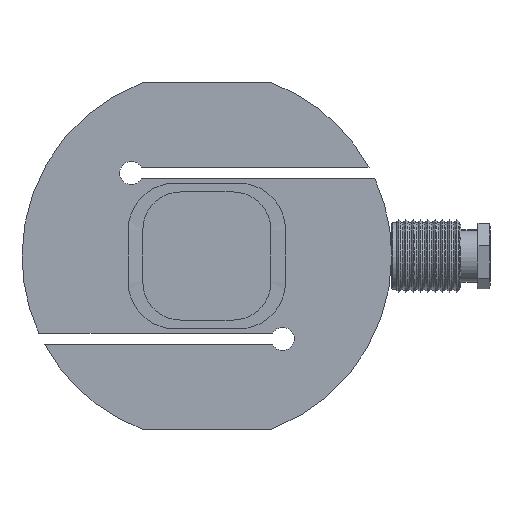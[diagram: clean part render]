
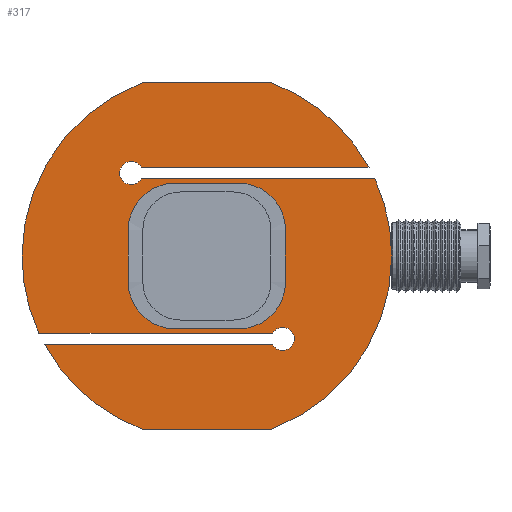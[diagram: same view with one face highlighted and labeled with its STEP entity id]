
A CAD part, front view. The second image highlights one B-rep face of the part: STEP entity #317.
In plain terms, the highlighted planar face has unit normal (0, -1, 0).
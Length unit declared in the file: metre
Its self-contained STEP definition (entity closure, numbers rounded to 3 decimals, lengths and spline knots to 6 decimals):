
#317=ADVANCED_FACE('0:132',(#728,#729),#730,.T.);
#728=FACE_OUTER_BOUND('',#1246,.T.);
#729=FACE_BOUND('',#1247,.T.);
#730=PLANE('',#1248);
#1246=EDGE_LOOP('',(#1981,#1982,#1983,#1984,#1985,#1986,#1987,#1988,#1989,#1990,#1991,#1992,#1993,#1994,#1995,#1996));
#1247=EDGE_LOOP('',(#1997,#1998,#1999,#2000,#2001,#2002,#2003,#2004));
#1248=AXIS2_PLACEMENT_3D('',#2005,#2006,#2007);
#1981=ORIENTED_EDGE('',*,*,#3030,.F.);
#1982=ORIENTED_EDGE('',*,*,#3153,.F.);
#1983=ORIENTED_EDGE('',*,*,#3046,.F.);
#1984=ORIENTED_EDGE('',*,*,#3035,.F.);
#1985=ORIENTED_EDGE('',*,*,#3074,.F.);
#1986=ORIENTED_EDGE('',*,*,#3157,.F.);
#1987=ORIENTED_EDGE('',*,*,#3077,.F.);
#1988=ORIENTED_EDGE('',*,*,#3023,.F.);
#1989=ORIENTED_EDGE('',*,*,#3056,.F.);
#1990=ORIENTED_EDGE('',*,*,#3155,.F.);
#1991=ORIENTED_EDGE('',*,*,#3038,.F.);
#1992=ORIENTED_EDGE('',*,*,#3044,.F.);
#1993=ORIENTED_EDGE('',*,*,#3066,.F.);
#1994=ORIENTED_EDGE('',*,*,#3159,.F.);
#1995=ORIENTED_EDGE('',*,*,#3069,.F.);
#1996=ORIENTED_EDGE('',*,*,#3050,.F.);
#1997=ORIENTED_EDGE('',*,*,#3161,.T.);
#1998=ORIENTED_EDGE('',*,*,#3162,.T.);
#1999=ORIENTED_EDGE('',*,*,#3163,.T.);
#2000=ORIENTED_EDGE('',*,*,#3164,.T.);
#2001=ORIENTED_EDGE('',*,*,#3165,.T.);
#2002=ORIENTED_EDGE('',*,*,#3166,.T.);
#2003=ORIENTED_EDGE('',*,*,#3167,.T.);
#2004=ORIENTED_EDGE('',*,*,#3168,.T.);
#2005=CARTESIAN_POINT('',(0.000024,-0.009493,0.));
#2006=DIRECTION('',(0.,-1.0,0.));
#2007=DIRECTION('',(-1.0,0.,0.0));
#3023=EDGE_CURVE('',#3559,#3562,#3563,.T.);
#3030=EDGE_CURVE('0:207',#3573,#3569,#3575,.T.);
#3035=EDGE_CURVE('0:195',#3582,#3578,#3584,.T.);
#3038=EDGE_CURVE('',#3586,#3589,#3590,.T.);
#3044=EDGE_CURVE('0:177',#3597,#3586,#3599,.T.);
#3046=EDGE_CURVE('',#3578,#3601,#3602,.T.);
#3050=EDGE_CURVE('',#3569,#3607,#3608,.T.);
#3056=EDGE_CURVE('0:213',#3615,#3559,#3617,.T.);
#3066=EDGE_CURVE('0:243',#3627,#3597,#3629,.T.);
#3069=EDGE_CURVE('0:249',#3607,#3633,#3634,.T.);
#3074=EDGE_CURVE('0:261',#3639,#3582,#3641,.T.);
#3077=EDGE_CURVE('0:267',#3562,#3645,#3646,.T.);
#3153=EDGE_CURVE('0:435',#3601,#3573,#3758,.T.);
#3155=EDGE_CURVE('0:438',#3589,#3615,#3760,.T.);
#3157=EDGE_CURVE('0:441',#3645,#3639,#3762,.T.);
#3159=EDGE_CURVE('0:444',#3633,#3627,#3764,.T.);
#3161=EDGE_CURVE('0:447',#3766,#3767,#3768,.T.);
#3162=EDGE_CURVE('0:450',#3767,#3769,#3770,.T.);
#3163=EDGE_CURVE('0:453',#3769,#3771,#3772,.T.);
#3164=EDGE_CURVE('0:456',#3771,#3773,#3774,.T.);
#3165=EDGE_CURVE('0:459',#3773,#3775,#3776,.T.);
#3166=EDGE_CURVE('0:462',#3775,#3777,#3778,.T.);
#3167=EDGE_CURVE('0:465',#3777,#3779,#3780,.T.);
#3168=EDGE_CURVE('0:468',#3779,#3766,#3781,.T.);
#3559=VERTEX_POINT('',#4306);
#3562=VERTEX_POINT('',#4310);
#3563=CIRCLE('',#4311,0.03175);
#3569=VERTEX_POINT('',#4318);
#3573=VERTEX_POINT('',#4323);
#3575=CIRCLE('',#4326,0.03175);
#3578=VERTEX_POINT('',#4329);
#3582=VERTEX_POINT('',#4334);
#3584=CIRCLE('',#4337,0.002);
#3586=VERTEX_POINT('',#4339);
#3589=VERTEX_POINT('',#4343);
#3590=CIRCLE('',#4344,0.002);
#3597=VERTEX_POINT('',#4352);
#3599=CIRCLE('',#4355,0.002);
#3601=VERTEX_POINT('',#4357);
#3602=CIRCLE('',#4358,0.002);
#3607=VERTEX_POINT('',#4364);
#3608=CIRCLE('',#4365,0.03175);
#3615=VERTEX_POINT('',#4373);
#3617=CIRCLE('',#4376,0.03175);
#3627=VERTEX_POINT('',#4387);
#3629=LINE('',#4390,#4391);
#3633=VERTEX_POINT('',#4396);
#3634=LINE('',#4397,#4398);
#3639=VERTEX_POINT('',#4405);
#3641=LINE('',#4408,#4409);
#3645=VERTEX_POINT('',#4414);
#3646=LINE('',#4415,#4416);
#3758=LINE('',#4565,#4566);
#3760=LINE('',#4568,#4569);
#3762=CIRCLE('',#4571,0.03175);
#3764=CIRCLE('',#4573,0.03175);
#3766=VERTEX_POINT('',#4575);
#3767=VERTEX_POINT('',#4576);
#3768=CIRCLE('',#4577,0.008);
#3769=VERTEX_POINT('',#4578);
#3770=LINE('',#4579,#4580);
#3771=VERTEX_POINT('',#4581);
#3772=CIRCLE('',#4582,0.008);
#3773=VERTEX_POINT('',#4583);
#3774=LINE('',#4584,#4585);
#3775=VERTEX_POINT('',#4586);
#3776=CIRCLE('',#4587,0.008);
#3777=VERTEX_POINT('',#4588);
#3778=LINE('',#4589,#4590);
#3779=VERTEX_POINT('',#4591);
#3780=CIRCLE('',#4592,0.008);
#3781=LINE('',#4593,#4594);
#4306=CARTESIAN_POINT('',(-0.031726,-0.009493,0.));
#4310=CARTESIAN_POINT('',(-0.011067,-0.009493,0.02975));
#4311=AXIS2_PLACEMENT_3D('',#5257,#5258,#5259);
#4318=CARTESIAN_POINT('',(0.031774,-0.009493,0.));
#4323=CARTESIAN_POINT('',(0.028877,-0.009493,0.01325));
#4326=AXIS2_PLACEMENT_3D('',#5269,#5270,#5271);
#4329=CARTESIAN_POINT('',(-0.014976,-0.009493,0.01425));
#4334=CARTESIAN_POINT('',(-0.011244,-0.009493,0.01525));
#4337=AXIS2_PLACEMENT_3D('',#5277,#5278,#5279);
#4339=CARTESIAN_POINT('',(0.015024,-0.009493,-0.01425));
#4343=CARTESIAN_POINT('',(0.011292,-0.009493,-0.01325));
#4344=AXIS2_PLACEMENT_3D('',#5281,#5282,#5283);
#4352=CARTESIAN_POINT('',(0.011292,-0.009493,-0.01525));
#4355=AXIS2_PLACEMENT_3D('',#5292,#5293,#5294);
#4357=CARTESIAN_POINT('',(-0.011244,-0.009493,0.01325));
#4358=AXIS2_PLACEMENT_3D('',#5295,#5296,#5297);
#4364=CARTESIAN_POINT('',(0.011114,-0.009493,-0.02975));
#4365=AXIS2_PLACEMENT_3D('',#5302,#5303,#5304);
#4373=CARTESIAN_POINT('',(-0.028829,-0.009493,-0.01325));
#4376=AXIS2_PLACEMENT_3D('',#5313,#5314,#5315);
#4387=CARTESIAN_POINT('',(-0.027824,-0.009493,-0.01525));
#4390=CARTESIAN_POINT('',(-0.027824,-0.009493,-0.01525));
#4391=VECTOR('',#5330,1.0);
#4396=CARTESIAN_POINT('',(-0.011067,-0.009493,-0.02975));
#4397=CARTESIAN_POINT('',(0.011114,-0.009493,-0.02975));
#4398=VECTOR('',#5332,1.0);
#4405=CARTESIAN_POINT('',(0.027871,-0.009493,0.01525));
#4408=CARTESIAN_POINT('',(-0.011244,-0.009493,0.01525));
#4409=VECTOR('',#5336,1.0);
#4414=CARTESIAN_POINT('',(0.011114,-0.009493,0.02975));
#4415=CARTESIAN_POINT('',(0.011114,-0.009493,0.02975));
#4416=VECTOR('',#5338,1.0);
#4565=CARTESIAN_POINT('',(0.028877,-0.009493,0.01325));
#4566=VECTOR('',#5430,1.0);
#4568=CARTESIAN_POINT('',(0.011292,-0.009493,-0.01325));
#4569=VECTOR('',#5431,1.0);
#4571=AXIS2_PLACEMENT_3D('',#5432,#5433,#5434);
#4573=AXIS2_PLACEMENT_3D('',#5435,#5436,#5437);
#4575=CARTESIAN_POINT('',(0.013524,-0.009493,-0.0045));
#4576=CARTESIAN_POINT('',(0.005524,-0.009493,-0.0125));
#4577=AXIS2_PLACEMENT_3D('',#5438,#5439,#5440);
#4578=CARTESIAN_POINT('',(-0.005476,-0.009493,-0.0125));
#4579=CARTESIAN_POINT('',(-0.005476,-0.009493,-0.0125));
#4580=VECTOR('',#5441,1.0);
#4581=CARTESIAN_POINT('',(-0.013476,-0.009493,-0.0045));
#4582=AXIS2_PLACEMENT_3D('',#5442,#5443,#5444);
#4583=CARTESIAN_POINT('',(-0.013476,-0.009493,0.0045));
#4584=CARTESIAN_POINT('',(-0.013476,-0.009493,0.0045));
#4585=VECTOR('',#5445,1.0);
#4586=CARTESIAN_POINT('',(-0.005476,-0.009493,0.0125));
#4587=AXIS2_PLACEMENT_3D('',#5446,#5447,#5448);
#4588=CARTESIAN_POINT('',(0.005524,-0.009493,0.0125));
#4589=CARTESIAN_POINT('',(-0.005476,-0.009493,0.0125));
#4590=VECTOR('',#5449,1.0);
#4591=CARTESIAN_POINT('',(0.013524,-0.009493,0.0045));
#4592=AXIS2_PLACEMENT_3D('',#5450,#5451,#5452);
#4593=CARTESIAN_POINT('',(0.013524,-0.009493,0.0045));
#4594=VECTOR('',#5453,1.0);
#5257=CARTESIAN_POINT('',(0.000024,-0.009493,0.));
#5258=DIRECTION('',(0.,1.0,0.));
#5259=DIRECTION('',(-1.0,0.,0.));
#5269=CARTESIAN_POINT('',(0.000024,-0.009493,0.));
#5270=DIRECTION('',(0.,1.0,0.));
#5271=DIRECTION('',(-1.0,0.,0.));
#5277=CARTESIAN_POINT('',(-0.012976,-0.009493,0.01425));
#5278=DIRECTION('',(0.,-1.0,0.));
#5279=DIRECTION('',(-1.0,0.,0.));
#5281=CARTESIAN_POINT('',(0.013024,-0.009493,-0.01425));
#5282=DIRECTION('',(0.,-1.0,0.));
#5283=DIRECTION('',(-1.0,0.,0.));
#5292=CARTESIAN_POINT('',(0.013024,-0.009493,-0.01425));
#5293=DIRECTION('',(0.,-1.0,0.));
#5294=DIRECTION('',(-1.0,0.,0.));
#5295=CARTESIAN_POINT('',(-0.012976,-0.009493,0.01425));
#5296=DIRECTION('',(0.,-1.0,0.));
#5297=DIRECTION('',(-1.0,0.,0.));
#5302=CARTESIAN_POINT('',(0.000024,-0.009493,0.));
#5303=DIRECTION('',(0.,1.0,0.));
#5304=DIRECTION('',(-1.0,0.,0.));
#5313=CARTESIAN_POINT('',(0.000024,-0.009493,0.));
#5314=DIRECTION('',(0.,1.0,0.));
#5315=DIRECTION('',(-1.0,0.,0.));
#5330=DIRECTION('',(1.0,0.,0.));
#5332=DIRECTION('',(-1.0,0.,0.));
#5336=DIRECTION('',(-1.0,0.,0.));
#5338=DIRECTION('',(1.0,0.,0.));
#5430=DIRECTION('',(1.0,0.,0.));
#5431=DIRECTION('',(-1.0,0.,0.));
#5432=CARTESIAN_POINT('',(0.000024,-0.009493,0.));
#5433=DIRECTION('',(0.,1.0,0.));
#5434=DIRECTION('',(-1.0,0.,0.));
#5435=CARTESIAN_POINT('',(0.000024,-0.009493,0.));
#5436=DIRECTION('',(0.,1.0,0.));
#5437=DIRECTION('',(-1.0,0.,0.));
#5438=CARTESIAN_POINT('',(0.005524,-0.009493,-0.0045));
#5439=DIRECTION('',(0.,1.0,0.));
#5440=DIRECTION('',(1.0,0.,0.));
#5441=DIRECTION('',(-1.0,0.,0.));
#5442=CARTESIAN_POINT('',(-0.005476,-0.009493,-0.0045));
#5443=DIRECTION('',(0.,1.0,0.));
#5444=DIRECTION('',(-1.0,0.,0.));
#5445=DIRECTION('',(0.,0.,1.0));
#5446=CARTESIAN_POINT('',(-0.005476,-0.009493,0.0045));
#5447=DIRECTION('',(0.,1.0,0.));
#5448=DIRECTION('',(-1.0,0.,0.));
#5449=DIRECTION('',(1.0,0.,0.));
#5450=CARTESIAN_POINT('',(0.005524,-0.009493,0.0045));
#5451=DIRECTION('',(0.,1.0,0.));
#5452=DIRECTION('',(-1.0,0.,0.));
#5453=DIRECTION('',(0.,0.,-1.0));
